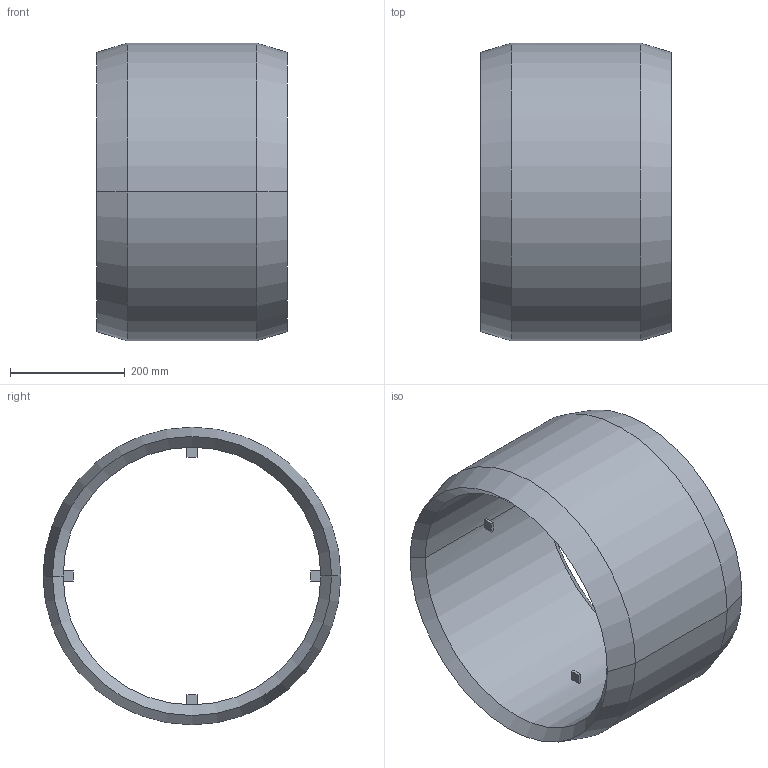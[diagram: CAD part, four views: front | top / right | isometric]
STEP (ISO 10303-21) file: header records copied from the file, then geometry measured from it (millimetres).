
FILE_DESCRIPTION( ( '' ), '1' );
FILE_NAME( 'MEL-A-17-450.stp', '2015-08-27T13:58:03', ( '' ), ( '' ), ' ', ' ', ' ' );
FILE_SCHEMA( ( 'automotive_design' ) );
Length unit declared in the file: millimetre
Products named in the file (1): 1
Bounding box: 332.36 x 520 x 520 mm (x, y, z)
Volume: 15843502.6 mm3; surface area: 1043517.4 mm2
Topology: 1 solids, 1 shells, 74 faces, 162 edges, 94 vertices
Faces by surface type: cylinder 32, plane 22, cone 20
Entity records: 4272 total; most frequent: CARTESIAN_POINT 733, DIRECTION 366, STYLED_ITEM 331, PRESENTATION_STYLE_ASSIGNMENT 331, COLOUR_RGB 331, ORIENTED_EDGE 324, EDGE_CURVE 162, CURVE_STYLE 162
